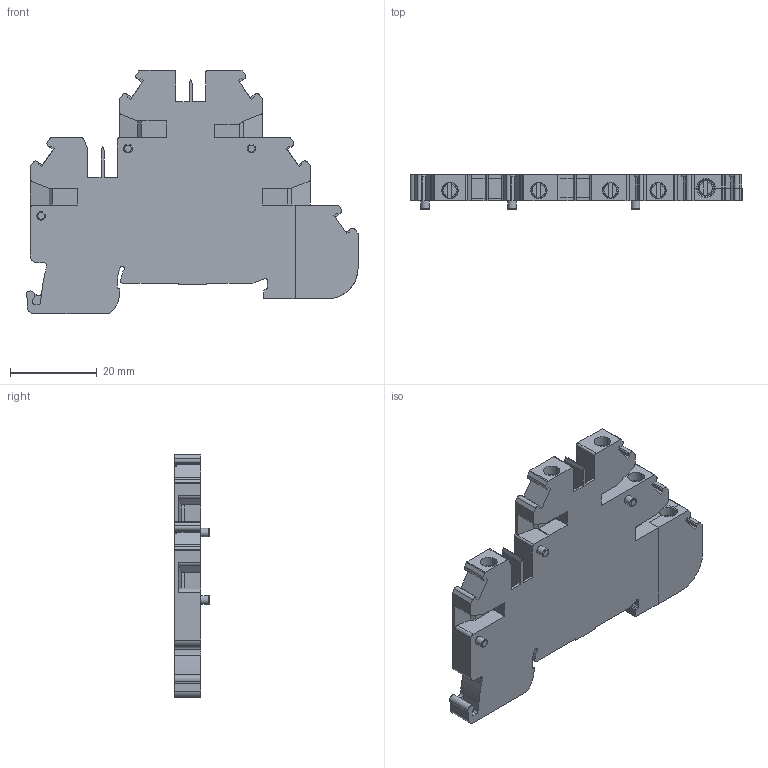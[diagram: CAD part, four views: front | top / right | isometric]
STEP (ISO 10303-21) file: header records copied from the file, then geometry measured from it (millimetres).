
FILE_DESCRIPTION(/* description */ ('Unknown'),/* implementation_level */ '2;1');
FILE_NAME(/* name */ 'TQ2_5-2T+E_3D_SOLID',/* time_stamp */ '2021-05-29T10:27:34+06:00',/* author */ ('Unknown'),/* organization */ ('Unknown'),/* preprocessor_version */ 'ST-DEVELOPER v16.7',/* originating_system */ 'DEX',/* authorisation */ $);
FILE_SCHEMA (('AUTOMOTIVE_DESIGN {1 0 10303 214 3 1 1}'));
Length unit declared in the file: millimetre
Products named in the file (1): TQ2_5-2T+E_3D_SOLID
Bounding box: 76.5 x 8 x 56 mm (x, y, z)
Volume: 15280.8 mm3; surface area: 9403.9 mm2
Topology: 1 solids, 1 shells, 321 faces, 900 edges, 593 vertices
Faces by surface type: plane 221, cylinder 80, torus 18, cone 2
Full cylindrical faces by diameter (mm): 2 x3, 3.5 x5, 3.8 x4
Entity records: 12401 total; most frequent: CARTESIAN_POINT 1843, ORIENTED_EDGE 1742, DIRECTION 1694, EDGE_CURVE 871, LINE 648, VECTOR 648, VERTEX_POINT 584, AXIS2_PLACEMENT_3D 523
